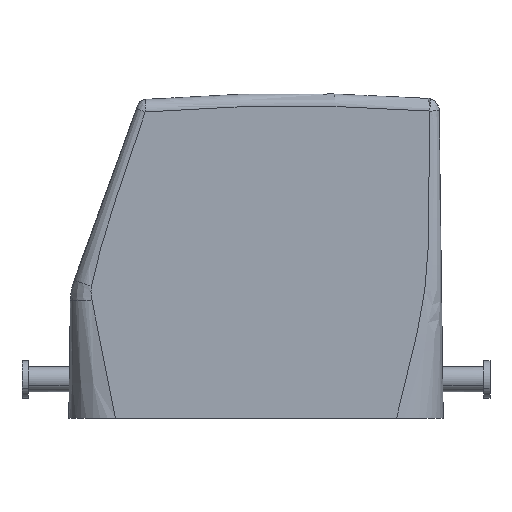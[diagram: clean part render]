
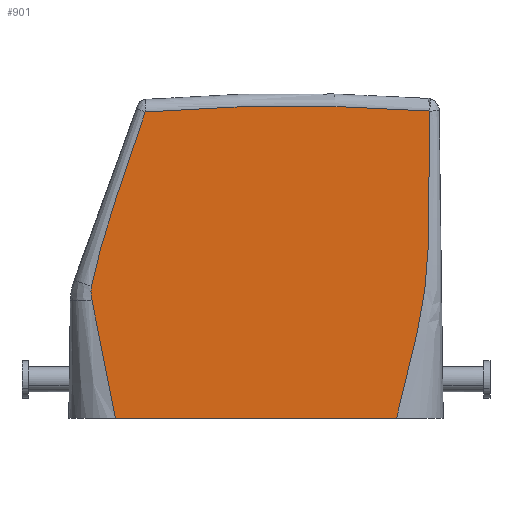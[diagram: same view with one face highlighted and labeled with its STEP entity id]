
A CAD part, left-side view. The second image highlights one B-rep face of the part: STEP entity #901.
In plain terms, the highlighted planar face has unit normal (-1, 0, 0).
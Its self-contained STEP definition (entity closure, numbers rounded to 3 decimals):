
#832=AXIS2_PLACEMENT_3D('Plane Axis2P3D',#829,#830,#831) ;
#836=AXIS2_PLACEMENT_3D('Circle Axis2P3D',#834,#835,$) ;
#455=CARTESIAN_POINT('Vertex',(0.,55.251,49.052)) ;
#696=CARTESIAN_POINT('Vertex',(0.,63.883,21.082)) ;
#700=CARTESIAN_POINT('Control Point',(0.,55.251,49.052)) ;
#701=CARTESIAN_POINT('Control Point',(0.,55.327,48.833)) ;
#702=CARTESIAN_POINT('Control Point',(0.,55.405,48.612)) ;
#703=CARTESIAN_POINT('Control Point',(0.,55.482,48.392)) ;
#704=CARTESIAN_POINT('Control Point',(0.,56.471,45.566)) ;
#705=CARTESIAN_POINT('Control Point',(0.,57.446,42.733)) ;
#706=CARTESIAN_POINT('Control Point',(0.,58.321,40.109)) ;
#707=CARTESIAN_POINT('Control Point',(0.,59.454,36.691)) ;
#708=CARTESIAN_POINT('Control Point',(0.,60.555,33.265)) ;
#709=CARTESIAN_POINT('Control Point',(0.,60.8,32.498)) ;
#710=CARTESIAN_POINT('Control Point',(0.,61.556,30.099)) ;
#711=CARTESIAN_POINT('Control Point',(0.,62.273,27.69)) ;
#712=CARTESIAN_POINT('Control Point',(0.,62.719,26.079)) ;
#713=CARTESIAN_POINT('Control Point',(0.,63.216,24.111)) ;
#714=CARTESIAN_POINT('Control Point',(0.,63.659,22.131)) ;
#715=CARTESIAN_POINT('Control Point',(0.,63.735,21.781)) ;
#716=CARTESIAN_POINT('Control Point',(0.,63.81,21.431)) ;
#717=CARTESIAN_POINT('Control Point',(0.,63.883,21.082)) ;
#808=CARTESIAN_POINT('Vertex',(0.,63.773,18.754)) ;
#812=CARTESIAN_POINT('Control Point',(0.,63.883,21.082)) ;
#813=CARTESIAN_POINT('Control Point',(0.,63.922,20.815)) ;
#814=CARTESIAN_POINT('Control Point',(0.,63.948,20.548)) ;
#815=CARTESIAN_POINT('Control Point',(0.,63.958,20.28)) ;
#816=CARTESIAN_POINT('Control Point',(0.,63.95,19.806)) ;
#817=CARTESIAN_POINT('Control Point',(0.,63.896,19.343)) ;
#818=CARTESIAN_POINT('Control Point',(0.,63.864,19.143)) ;
#819=CARTESIAN_POINT('Control Point',(0.,63.822,18.947)) ;
#820=CARTESIAN_POINT('Control Point',(0.,63.773,18.754)) ;
#829=CARTESIAN_POINT('Axis2P3D Location',(0.,-4.331,-31.164)) ;
#834=CARTESIAN_POINT('Axis2P3D Location',(0.,31.5,-248.)) ;
#838=CARTESIAN_POINT('Vertex',(0.,9.643,49.197)) ;
#842=CARTESIAN_POINT('Control Point',(0.,63.773,18.754)) ;
#843=CARTESIAN_POINT('Control Point',(0.,63.34,16.109)) ;
#844=CARTESIAN_POINT('Control Point',(0.,62.835,13.465)) ;
#845=CARTESIAN_POINT('Control Point',(0.,62.284,10.849)) ;
#846=CARTESIAN_POINT('Control Point',(0.,61.475,7.073)) ;
#847=CARTESIAN_POINT('Control Point',(0.,60.686,3.29)) ;
#848=CARTESIAN_POINT('Control Point',(0.,60.463,2.203)) ;
#849=CARTESIAN_POINT('Control Point',(0.,60.242,1.111)) ;
#850=CARTESIAN_POINT('Control Point',(0.,60.02,0.)) ;
#851=CARTESIAN_POINT('Vertex',(0.,60.02,0.)) ;
#854=CARTESIAN_POINT('Line Origine',(0.,37.498,0.)) ;
#858=CARTESIAN_POINT('Vertex',(0.,14.977,0.)) ;
#862=CARTESIAN_POINT('Control Point',(0.,9.643,49.197)) ;
#863=CARTESIAN_POINT('Control Point',(0.,9.643,49.172)) ;
#864=CARTESIAN_POINT('Control Point',(0.,9.643,49.147)) ;
#865=CARTESIAN_POINT('Control Point',(0.,9.643,49.122)) ;
#866=CARTESIAN_POINT('Control Point',(0.,9.642,48.946)) ;
#867=CARTESIAN_POINT('Control Point',(0.,9.641,48.77)) ;
#868=CARTESIAN_POINT('Control Point',(0.,9.641,48.571)) ;
#869=CARTESIAN_POINT('Control Point',(0.,9.629,45.174)) ;
#870=CARTESIAN_POINT('Control Point',(0.,9.637,41.778)) ;
#871=CARTESIAN_POINT('Control Point',(0.,9.679,38.534)) ;
#872=CARTESIAN_POINT('Control Point',(0.,9.731,34.513)) ;
#873=CARTESIAN_POINT('Control Point',(0.,9.821,30.494)) ;
#874=CARTESIAN_POINT('Control Point',(0.,9.838,29.835)) ;
#875=CARTESIAN_POINT('Control Point',(0.,9.879,28.303)) ;
#876=CARTESIAN_POINT('Control Point',(0.,9.934,26.772)) ;
#877=CARTESIAN_POINT('Control Point',(0.,9.967,26.018)) ;
#878=CARTESIAN_POINT('Control Point',(0.,10.164,22.485)) ;
#879=CARTESIAN_POINT('Control Point',(0.,10.569,18.961)) ;
#880=CARTESIAN_POINT('Control Point',(0.,11.077,16.197)) ;
#881=CARTESIAN_POINT('Control Point',(0.,12.002,12.071)) ;
#882=CARTESIAN_POINT('Control Point',(0.,13.031,7.962)) ;
#883=CARTESIAN_POINT('Control Point',(0.,13.381,6.58)) ;
#884=CARTESIAN_POINT('Control Point',(0.,13.9,4.505)) ;
#885=CARTESIAN_POINT('Control Point',(0.,14.403,2.429)) ;
#886=CARTESIAN_POINT('Control Point',(0.,14.569,1.736)) ;
#887=CARTESIAN_POINT('Control Point',(0.,14.75,0.973)) ;
#888=CARTESIAN_POINT('Control Point',(0.,14.928,0.21)) ;
#889=CARTESIAN_POINT('Control Point',(0.,14.944,0.14)) ;
#890=CARTESIAN_POINT('Control Point',(0.,14.96,0.07)) ;
#891=CARTESIAN_POINT('Control Point',(0.,14.977,0.)) ;
#830=DIRECTION('Axis2P3D Direction',(-1.,0.,0.)) ;
#831=DIRECTION('Axis2P3D XDirection',(0.,-0.17,0.985)) ;
#835=DIRECTION('Axis2P3D Direction',(-1.,0.,0.)) ;
#855=DIRECTION('Vector Direction',(0.,-1.,0.)) ;
#856=VECTOR('Line Direction',#855,1.) ;
#894=ORIENTED_EDGE('',*,*,#840,.T.) ;
#895=ORIENTED_EDGE('',*,*,#718,.F.) ;
#896=ORIENTED_EDGE('',*,*,#821,.F.) ;
#897=ORIENTED_EDGE('',*,*,#853,.F.) ;
#898=ORIENTED_EDGE('',*,*,#860,.T.) ;
#899=ORIENTED_EDGE('',*,*,#892,.T.) ;
#901=ADVANCED_FACE('Hood',(#900),#833,.T.) ;
#699=B_SPLINE_CURVE_WITH_KNOTS('',5,(#700,#701,#702,#703,#704,#705,#706,#707,#708,#709,#710,#711,#712,#713,#714,#715,#716,#717),.UNSPECIFIED.,.F.,.U.,(6,3,3,3,3,6),(95.904,97.97,121.817,129.099,143.583,146.686),.UNSPECIFIED.) ;
#811=B_SPLINE_CURVE_WITH_KNOTS('',5,(#812,#813,#814,#815,#816,#817,#818,#819,#820),.UNSPECIFIED.,.F.,.U.,(6,3,6),(144.073,147.068,149.399),.UNSPECIFIED.) ;
#841=B_SPLINE_CURVE_WITH_KNOTS('',5,(#842,#843,#844,#845,#846,#847,#848,#849,#850),.UNSPECIFIED.,.F.,.U.,(6,3,6),(58.611,81.813,91.749),.UNSPECIFIED.) ;
#861=B_SPLINE_CURVE_WITH_KNOTS('',5,(#862,#863,#864,#865,#866,#867,#868,#869,#870,#871,#872,#873,#874,#875,#876,#877,#878,#879,#880,#881,#882,#883,#884,#885,#886,#887,#888,#889,#890,#891),.UNSPECIFIED.,.F.,.U.,(6,3,3,3,3,3,3,3,3,6),(5.046,5.262,6.567,34.629,41.363,47.892,71.982,84.205,90.318,90.936),.UNSPECIFIED.) ;
#837=CIRCLE('generated circle',#836,298.) ;
#718=EDGE_CURVE('',#697,#456,#699,.F.) ;
#821=EDGE_CURVE('',#809,#697,#811,.F.) ;
#840=EDGE_CURVE('',#839,#456,#837,.T.) ;
#853=EDGE_CURVE('',#852,#809,#841,.F.) ;
#860=EDGE_CURVE('',#852,#859,#857,.T.) ;
#892=EDGE_CURVE('',#859,#839,#861,.F.) ;
#893=EDGE_LOOP('',(#894,#895,#896,#897,#898,#899)) ;
#900=FACE_OUTER_BOUND('',#893,.T.) ;
#857=LINE('Line',#854,#856) ;
#833=PLANE('',#832) ;
#456=VERTEX_POINT('',#455) ;
#697=VERTEX_POINT('',#696) ;
#809=VERTEX_POINT('',#808) ;
#839=VERTEX_POINT('',#838) ;
#852=VERTEX_POINT('',#851) ;
#859=VERTEX_POINT('',#858) ;
